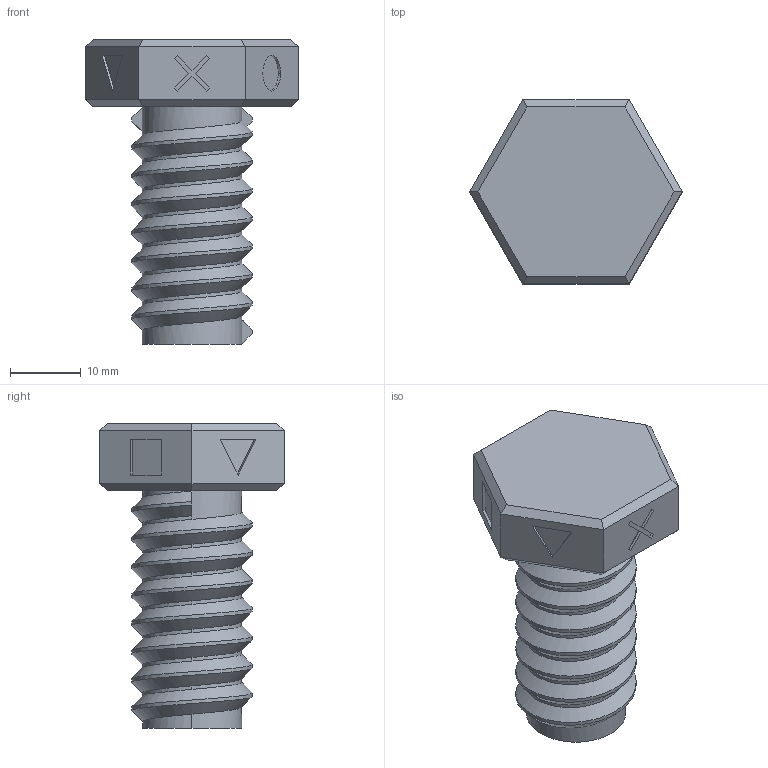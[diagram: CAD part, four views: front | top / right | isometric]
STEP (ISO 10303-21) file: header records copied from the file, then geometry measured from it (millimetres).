
FILE_DESCRIPTION (( 'STEP AP203' ), '1' );
FILE_NAME ('蹟邡.ST', '2024-03-09T16:32:55', ( '' ), ( '' ), 'SwSTEP 2.0', 'SolidWorks 2022', '' );
FILE_SCHEMA (( 'CONFIG_CONTROL_DESIGN' ));
Length unit declared in the file: millimetre
Products named in the file (1): 螺栓_¨__§
Bounding box: 30 x 25.98 x 43 mm (x, y, z)
Volume: 11676 mm3; surface area: 4033.5 mm2
Topology: 1 solids, 1 shells, 73 faces, 178 edges, 112 vertices
Faces by surface type: plane 48, cylinder 20, bspline 3, cone 2
Entity records: 3857 total; most frequent: CARTESIAN_POINT 2184, ORIENTED_EDGE 356, DIRECTION 292, EDGE_CURVE 178, VECTOR 128, LINE 128, VERTEX_POINT 112, AXIS2_PLACEMENT_3D 82
